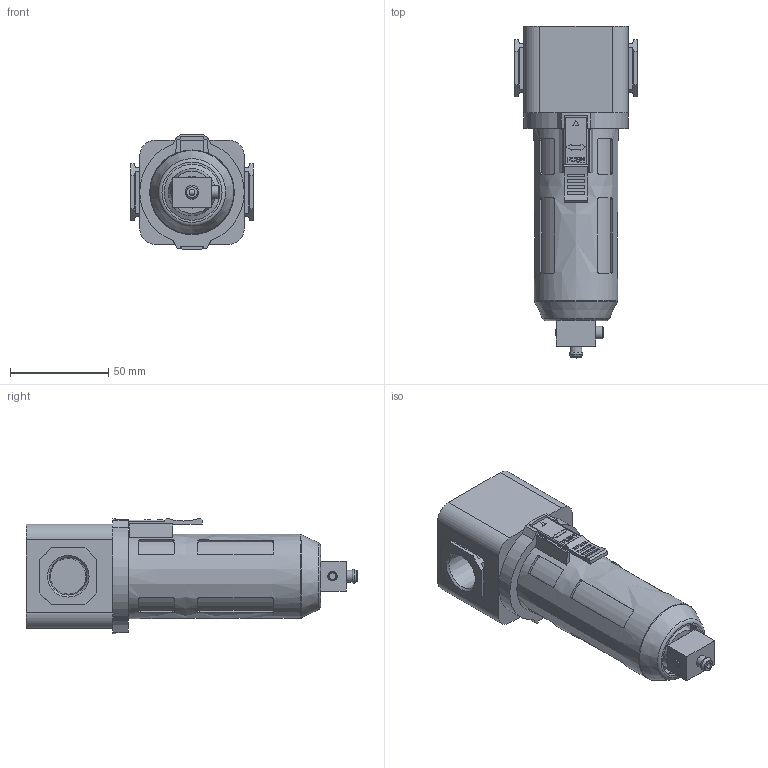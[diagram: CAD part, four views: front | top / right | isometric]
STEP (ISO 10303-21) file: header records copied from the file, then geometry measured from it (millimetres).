
FILE_DESCRIPTION( ( 'STEP AP203' ), '1' );
FILE_NAME( 'MAF302-15A.stp', '2020-06-22T10:04:46', ( 'License CC BY-ND 4.0' ), ( 'CADENAS' ), ' ', 'PARTsolutions', ' ' );
FILE_SCHEMA( ( 'CONFIG_CONTROL_DESIGN' ) );
Length unit declared in the file: millimetre
Products named in the file (1): _MAF302-15A
Bounding box: 62.2 x 168.5 x 58.74 mm (x, y, z)
Volume: 269213.5 mm3; surface area: 40472.5 mm2
Topology: 1 solids, 2 shells, 379 faces, 989 edges, 647 vertices
Faces by surface type: plane 275, cylinder 83, cone 16, torus 4, bspline 1
Full cylindrical faces by diameter (mm): 3 x3, 4.2 x1, 4.4 x1, 4.8 x1, 5.5 x1, 6 x1, 6.4 x1, 6.8 x1, 7 x1, 7.3 x1, 7.4 x1, 9.2 x2, 11 x2, 11.8 x1, 14 x2, 28.4 x1
Entity records: 11824 total; most frequent: CARTESIAN_POINT 2721, ORIENTED_EDGE 1868, DIRECTION 1765, EDGE_CURVE 934, LINE 681, VECTOR 681, VERTEX_POINT 636, AXIS2_PLACEMENT_3D 542
